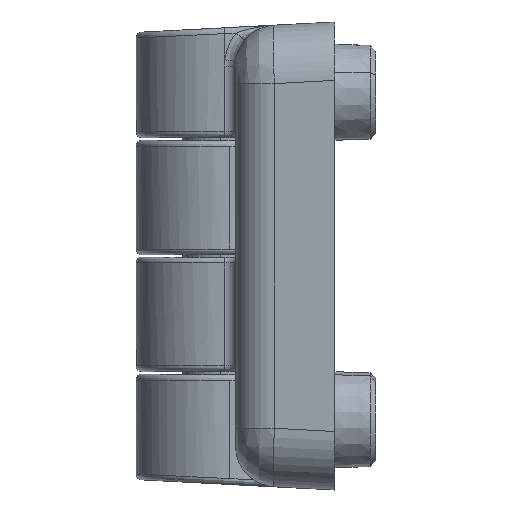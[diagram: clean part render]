
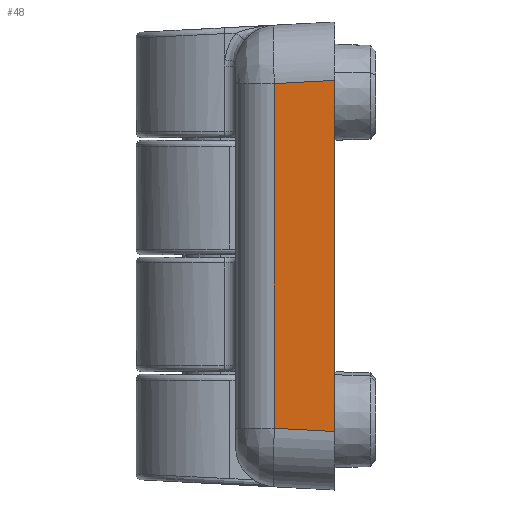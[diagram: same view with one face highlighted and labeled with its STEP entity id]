
A CAD part, left-side view. The second image highlights one B-rep face of the part: STEP entity #48.
In plain terms, the highlighted face is planar.
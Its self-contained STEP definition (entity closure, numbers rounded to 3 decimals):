
#48 = ADVANCED_FACE ( 'NONE', ( #4614 ), #3308, .T. ) ;
#931 = VERTEX_POINT ( 'NONE', #1200 ) ;
#1028 = VERTEX_POINT ( 'NONE', #1240 ) ;
#1200 = CARTESIAN_POINT ( 'NONE',  ( 30., -9., 15.007 ) ) ;
#1240 = CARTESIAN_POINT ( 'NONE',  ( 29.728, -3.817, -14.735 ) ) ;
#1337 = CARTESIAN_POINT ( 'NONE',  ( 29.728, -3.817, 14.735 ) ) ;
#1396 = CARTESIAN_POINT ( 'NONE',  ( 30., -9., -15.007 ) ) ;
#3305 = CARTESIAN_POINT ( 'NONE',  ( 30., -9., 20. ) ) ;
#3308 = PLANE ( 'NONE',  #5615 ) ;
#3310 = DIRECTION ( 'NONE',  ( 0.999, 0.052, 0. ) ) ;
#3311 = DIRECTION ( 'NONE',  ( -0.052, 0.999, 0. ) ) ;
#4201 = EDGE_LOOP ( 'NONE', ( #7719, #7720, #7721, #7722 ) ) ;
#4427 = VERTEX_POINT ( 'NONE', #1337 ) ;
#4614 = FACE_OUTER_BOUND ( 'NONE', #4201, .T. ) ;
#4971 = VECTOR ( 'NONE', #7218, 1000. ) ;
#4973 = LINE ( 'NONE', #7213, #4971 ) ;
#5011 = LINE ( 'NONE', #7472, #5013 ) ;
#5012 = LINE ( 'NONE', #7507, #5015 ) ;
#5013 = VECTOR ( 'NONE', #7499, 1000. ) ;
#5014 = LINE ( 'NONE', #7509, #5017 ) ;
#5015 = VECTOR ( 'NONE', #7508, 1000. ) ;
#5017 = VECTOR ( 'NONE', #7510, 1000. ) ;
#5183 = VERTEX_POINT ( 'NONE', #1396 ) ;
#5287 = EDGE_CURVE ( 'NONE', #931, #5183, #4973, .T. ) ;
#5329 = EDGE_CURVE ( 'NONE', #5183, #1028, #5011, .T. ) ;
#5330 = EDGE_CURVE ( 'NONE', #1028, #4427, #5012, .T. ) ;
#5331 = EDGE_CURVE ( 'NONE', #4427, #931, #5014, .T. ) ;
#5615 = AXIS2_PLACEMENT_3D ( 'NONE', #3305, #3310, #3311 ) ;
#7213 = CARTESIAN_POINT ( 'NONE',  ( 30., -9., 20. ) ) ;
#7218 = DIRECTION ( 'NONE',  ( 0., 0., -1. ) ) ;
#7472 = CARTESIAN_POINT ( 'NONE',  ( 29.904, -7.175, -14.911 ) ) ;
#7499 = DIRECTION ( 'NONE',  ( -0.052, 0.997, 0.052 ) ) ;
#7507 = CARTESIAN_POINT ( 'NONE',  ( 29.728, -3.817, 20. ) ) ;
#7508 = DIRECTION ( 'NONE',  ( 0., 0., 1. ) ) ;
#7509 = CARTESIAN_POINT ( 'NONE',  ( 30.014, -9.26, 15.02 ) ) ;
#7510 = DIRECTION ( 'NONE',  ( 0.052, -0.997, 0.052 ) ) ;
#7719 = ORIENTED_EDGE ( 'NONE', *, *, #5329, .T. ) ;
#7720 = ORIENTED_EDGE ( 'NONE', *, *, #5330, .T. ) ;
#7721 = ORIENTED_EDGE ( 'NONE', *, *, #5331, .T. ) ;
#7722 = ORIENTED_EDGE ( 'NONE', *, *, #5287, .T. ) ;
